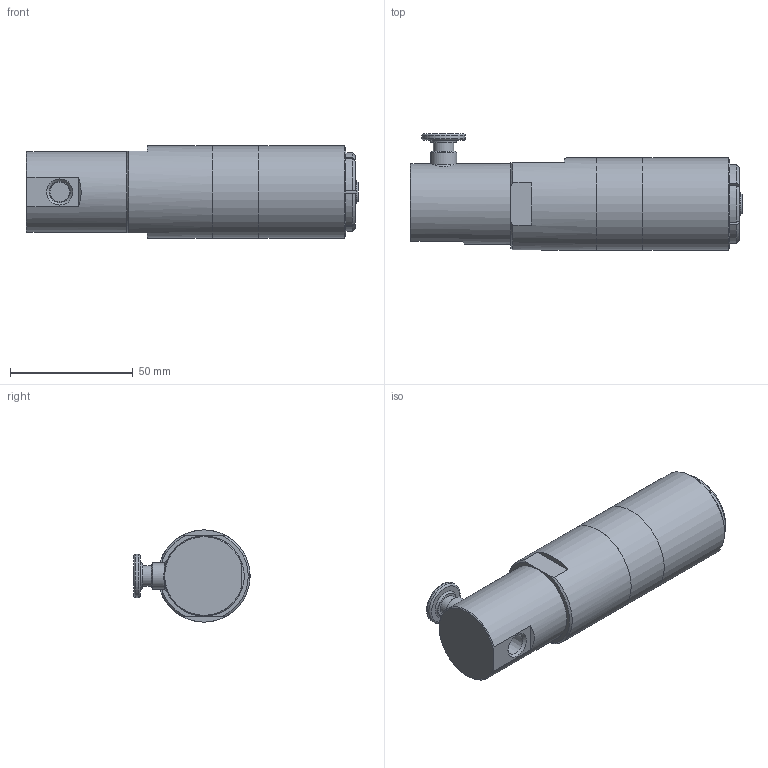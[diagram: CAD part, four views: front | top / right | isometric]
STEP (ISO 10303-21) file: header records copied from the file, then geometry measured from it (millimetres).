
FILE_DESCRIPTION(/* description */ (''),/* implementation_level */ '2;1');
FILE_NAME(/* name */ 'FXV013061.stp',/* time_stamp */ '2017-10-25T07:38:11-05:00',/* author */ ('scottg'),/* organization */ ('FasTest,Inc.'),/* preprocessor_version */ 'ST-DEVELOPER v16.1',/* originating_system */ 'Autodesk Inventor 2016',/* authorisation */ '');
FILE_SCHEMA (('AUTOMOTIVE_DESIGN { 1 0 10303 214 3 1 1 }'));
Length unit declared in the file: inch
Products named in the file (1): FXV013061
Bounding box: 135.38 x 47.37 x 37.59 mm (x, y, z)
Volume: 129247.5 mm3; surface area: 22884.7 mm2
Topology: 1 solids, 1 shells, 122 faces, 307 edges, 199 vertices
Faces by surface type: plane 49, cone 41, cylinder 23, torus 9
Full cylindrical faces by diameter (mm): 6.35 x1, 7.95 x1, 8.382 x1, 9.144 x1, 10.414 x1, 10.668 x1, 13.894 x1, 17.78 x1, 20.447 x1, 23.876 x1, 32.08 x1, 32.182 x1, 32.766 x1, 34.925 x1, 37.592 x3
Entity records: 3526 total; most frequent: CARTESIAN_POINT 871, DIRECTION 546, ORIENTED_EDGE 524, EDGE_CURVE 262, AXIS2_PLACEMENT_3D 240, VERTEX_POINT 185, EDGE_LOOP 165, FACE_OUTER_BOUND 122
